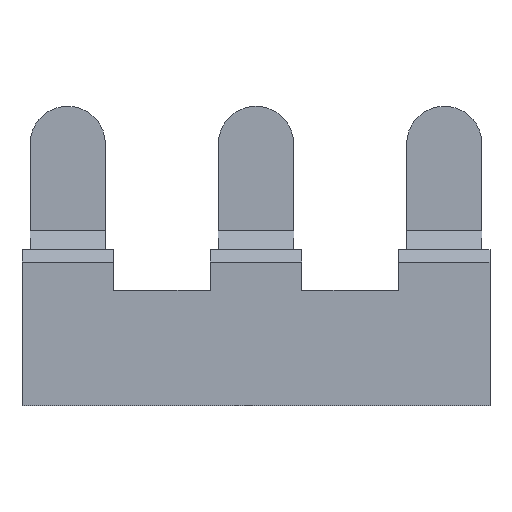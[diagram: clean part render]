
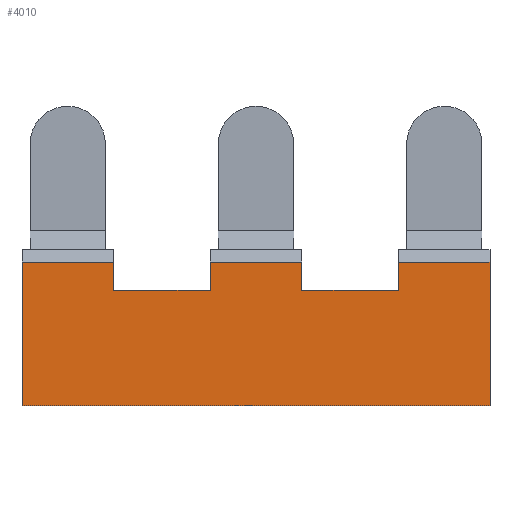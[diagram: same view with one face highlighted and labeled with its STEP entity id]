
A CAD part, top view. The second image highlights one B-rep face of the part: STEP entity #4010.
In plain terms, the highlighted face is planar.
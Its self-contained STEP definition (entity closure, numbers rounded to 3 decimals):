
#360=CARTESIAN_POINT('',(0.,0.,0.));
#370=VERTEX_POINT('',#360);
#400=CARTESIAN_POINT('',(0.,26.721,0.));
#410=DIRECTION('',(0.,-1.,0.));
#420=VECTOR('',#410,1.);
#430=LINE('',#400,#420);
#440=CARTESIAN_POINT('',(0.,26.721,0.));
#450=VERTEX_POINT('',#440);
#460=EDGE_CURVE('',#450,#370,#430,.T.);
#830=CARTESIAN_POINT('',(87.,26.721,0.));
#840=VERTEX_POINT('',#830);
#870=CARTESIAN_POINT('',(87.,26.721,0.));
#880=DIRECTION('',(0.,-1.,0.));
#890=VECTOR('',#880,1.);
#900=LINE('',#870,#890);
#910=CARTESIAN_POINT('',(87.,0.,0.));
#920=VERTEX_POINT('',#910);
#930=EDGE_CURVE('',#840,#920,#900,.T.);
#3090=CARTESIAN_POINT('',(70.,26.721,0.));
#3100=VERTEX_POINT('',#3090);
#3130=CARTESIAN_POINT('',(0.,26.721,0.));
#3140=DIRECTION('',(1.,0.,0.));
#3150=VECTOR('',#3140,1.);
#3160=LINE('',#3130,#3150);
#3170=EDGE_CURVE('',#3100,#840,#3160,.T.);
#3310=CARTESIAN_POINT('',(0.,0.,0.));
#3320=DIRECTION('',(-0.,0.,1.));
#3330=DIRECTION('',(0.,-1.,0.));
#3340=AXIS2_PLACEMENT_3D('',#3310,#3320,#3330);
#3350=PLANE('',#3340);
#3360=CARTESIAN_POINT('',(70.,24.,0.));
#3370=DIRECTION('',(0.,-1.,0.));
#3380=VECTOR('',#3370,1.);
#3390=LINE('',#3360,#3380);
#3400=CARTESIAN_POINT('',(70.,21.5,0.));
#3410=VERTEX_POINT('',#3400);
#3420=EDGE_CURVE('',#3100,#3410,#3390,.T.);
#3430=ORIENTED_EDGE('',*,*,#3420,.F.);
#3440=CARTESIAN_POINT('',(0.,21.5,0.));
#3450=DIRECTION('',(-1.,0.,0.));
#3460=VECTOR('',#3450,1.);
#3470=LINE('',#3440,#3460);
#3480=CARTESIAN_POINT('',(52.,21.5,0.));
#3490=VERTEX_POINT('',#3480);
#3500=EDGE_CURVE('',#3410,#3490,#3470,.T.);
#3510=ORIENTED_EDGE('',*,*,#3500,.F.);
#3520=CARTESIAN_POINT('',(52.,24.,0.));
#3530=DIRECTION('',(0.,1.,0.));
#3540=VECTOR('',#3530,1.);
#3550=LINE('',#3520,#3540);
#3560=CARTESIAN_POINT('',(52.,26.721,0.));
#3570=VERTEX_POINT('',#3560);
#3580=EDGE_CURVE('',#3490,#3570,#3550,.T.);
#3590=ORIENTED_EDGE('',*,*,#3580,.F.);
#3600=CARTESIAN_POINT('',(35.,26.721,0.));
#3610=VERTEX_POINT('',#3600);
#3620=EDGE_CURVE('',#3610,#3570,#3160,.T.);
#3630=ORIENTED_EDGE('',*,*,#3620,.T.);
#3640=CARTESIAN_POINT('',(35.,24.,0.));
#3650=DIRECTION('',(0.,-1.,0.));
#3660=VECTOR('',#3650,1.);
#3670=LINE('',#3640,#3660);
#3680=CARTESIAN_POINT('',(35.,21.5,0.));
#3690=VERTEX_POINT('',#3680);
#3700=EDGE_CURVE('',#3610,#3690,#3670,.T.);
#3710=ORIENTED_EDGE('',*,*,#3700,.F.);
#3720=CARTESIAN_POINT('',(0.,21.5,0.));
#3730=DIRECTION('',(-1.,0.,0.));
#3740=VECTOR('',#3730,1.);
#3750=LINE('',#3720,#3740);
#3760=CARTESIAN_POINT('',(17.,21.5,0.));
#3770=VERTEX_POINT('',#3760);
#3780=EDGE_CURVE('',#3690,#3770,#3750,.T.);
#3790=ORIENTED_EDGE('',*,*,#3780,.F.);
#3800=CARTESIAN_POINT('',(17.,24.,0.));
#3810=DIRECTION('',(0.,1.,0.));
#3820=VECTOR('',#3810,1.);
#3830=LINE('',#3800,#3820);
#3840=CARTESIAN_POINT('',(17.,26.721,0.));
#3850=VERTEX_POINT('',#3840);
#3860=EDGE_CURVE('',#3770,#3850,#3830,.T.);
#3870=ORIENTED_EDGE('',*,*,#3860,.F.);
#3880=EDGE_CURVE('',#450,#3850,#3160,.T.);
#3890=ORIENTED_EDGE('',*,*,#3880,.T.);
#3900=ORIENTED_EDGE('',*,*,#460,.F.);
#3910=CARTESIAN_POINT('',(0.,0.,0.));
#3920=DIRECTION('',(1.,0.,0.));
#3930=VECTOR('',#3920,1.);
#3940=LINE('',#3910,#3930);
#3950=EDGE_CURVE('',#370,#920,#3940,.T.);
#3960=ORIENTED_EDGE('',*,*,#3950,.F.);
#3970=ORIENTED_EDGE('',*,*,#930,.T.);
#3980=ORIENTED_EDGE('',*,*,#3170,.T.);
#3990=EDGE_LOOP('',(#3980,#3970,#3960,#3900,#3890,#3870,#3790,#3710,
#3630,#3590,#3510,#3430));
#4000=FACE_OUTER_BOUND('',#3990,.T.);
#4010=ADVANCED_FACE('',(#4000),#3350,.F.);
